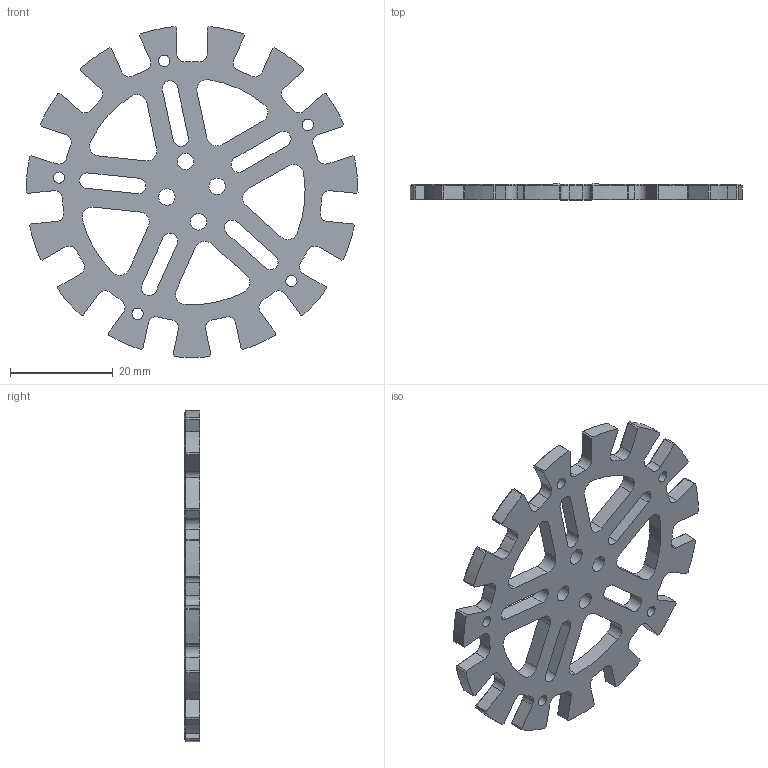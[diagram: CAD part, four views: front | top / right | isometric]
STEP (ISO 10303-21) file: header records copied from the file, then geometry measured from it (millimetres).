
FILE_DESCRIPTION(/* description */ (''),/* implementation_level */ '2;1');
FILE_NAME(/* name */ 'Front_Cover.step',/* time_stamp */ '2023-09-20T11:28:59+10:00',/* author */ (''),/* organization */ (''),/* preprocessor_version */ 'ST-DEVELOPER v20',/* originating_system */ 'Autodesk Translation Framework v12.14.0.127',/* authorisation */ '');
FILE_SCHEMA (('AUTOMOTIVE_DESIGN { 1 0 10303 214 3 1 1 }'));
Length unit declared in the file: millimetre
Products named in the file (1): Front Cover
Bounding box: 64.56 x 3 x 64.37 mm (x, y, z)
Volume: 5518.5 mm3; surface area: 6064.7 mm2
Topology: 1 solids, 1 shells, 301 faces, 747 edges, 448 vertices
Faces by surface type: plane 142, cylinder 99, cone 60
Full cylindrical faces by diameter (mm): 2.2 x5, 3.2 x4
Entity records: 8867 total; most frequent: DIRECTION 1579, CARTESIAN_POINT 1557, ORIENTED_EDGE 1494, EDGE_CURVE 747, AXIS2_PLACEMENT_3D 560, LINE 459, VECTOR 459, VERTEX_POINT 448
